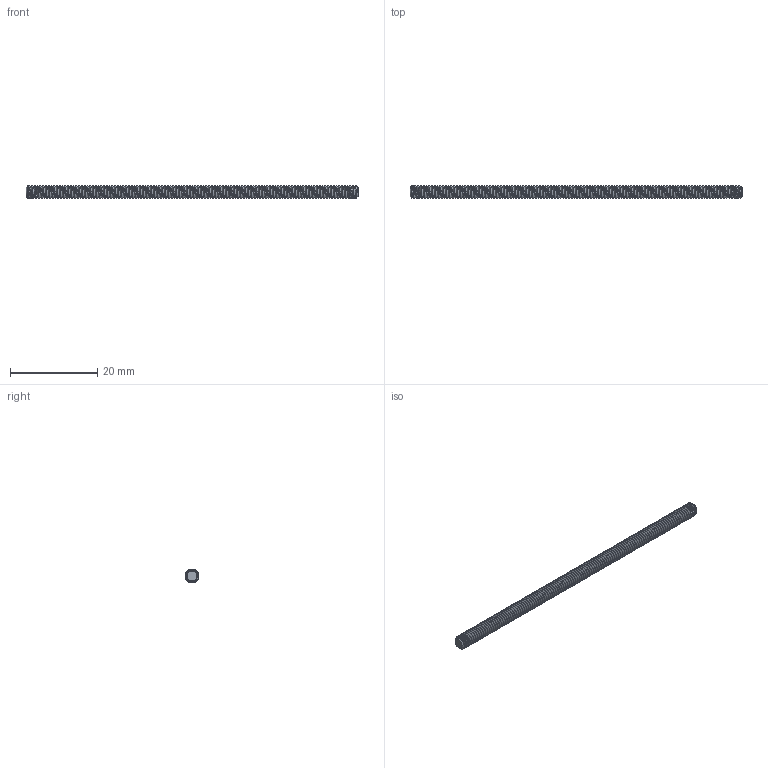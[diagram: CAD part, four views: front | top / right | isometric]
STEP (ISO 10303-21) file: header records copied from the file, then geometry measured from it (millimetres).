
FILE_DESCRIPTION (( 'STEP AP203' ), '1' );
FILE_NAME ('93250A216.step', '2016-08-15T17:32:13', ( '' ), ( '' ), 'SwSTEP 2.0', 'SolidWorks 2010', '' );
FILE_SCHEMA (( 'CONFIG_CONTROL_DESIGN' ));
Length unit declared in the file: inch
Products named in the file (1): 93250A216
Bounding box: 76.2 x 3.17 x 3.17 mm (x, y, z)
Volume: 479.4 mm3; surface area: 1164.6 mm2
Topology: 1 solids, 1 shells, 248 faces, 736 edges, 490 vertices
Faces by surface type: cylinder 238, cone 5, bspline 3, plane 2
Entity records: 22266 total; most frequent: CARTESIAN_POINT 16997, ORIENTED_EDGE 1472, DIRECTION 746, EDGE_CURVE 736, VERTEX_POINT 490, AXIS2_PLACEMENT_3D 252, ADVANCED_FACE 248, FACE_OUTER_BOUND 248
